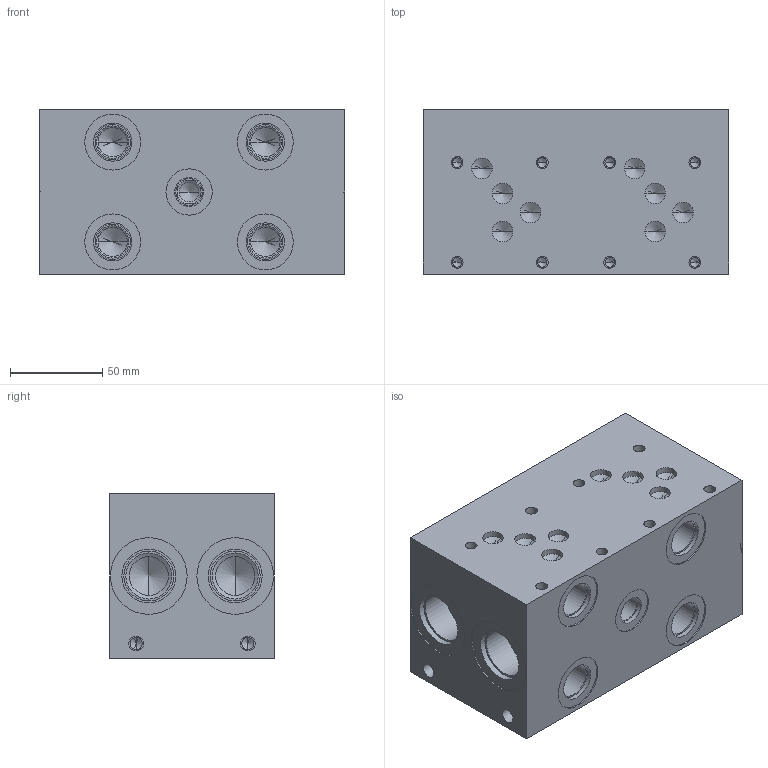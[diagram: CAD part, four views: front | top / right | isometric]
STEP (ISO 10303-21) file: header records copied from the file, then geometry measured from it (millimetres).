
FILE_DESCRIPTION((''),'2;1');
FILE_NAME('AD05P023S.stp','2009-01-20T15:48:17',('juliea'),(''),'Autodesk Inventor 2009','Autodesk Inventor 2009','');
FILE_SCHEMA(('AUTOMOTIVE_DESIGN { 1 0 10303 214 1 1 1 1 }'));
Length unit declared in the file: millimetre
Products named in the file (1): AD05P023S
Bounding box: 165.1 x 88.9 x 88.9 mm (x, y, z)
Volume: 1160515.5 mm3; surface area: 103970.4 mm2
Topology: 1 solids, 1 shells, 189 faces, 397 edges, 220 vertices
Faces by surface type: cylinder 77, cone 67, plane 45
Full cylindrical faces by diameter (mm): 5.105 x8, 6.35 x8, 6.528 x4, 7.95 x4, 10.719 x1, 11.125 x8, 12.903 x1, 14.287 x1, 15.596 x1, 15.875 x4, 17.501 x4, 19.05 x4, 20.599 x4, 21.184 x4, 24.917 x4, 25.019 x1, 26.987 x4, 29.21 x4, 30.251 x4, 41.453 x4
Entity records: 4248 total; most frequent: DIRECTION 816, CARTESIAN_POINT 663, ORIENTED_EDGE 506, AXIS2_PLACEMENT_3D 373, EDGE_LOOP 343, EDGE_CURVE 253, VERTEX_POINT 220, FACE_OUTER_BOUND 189
